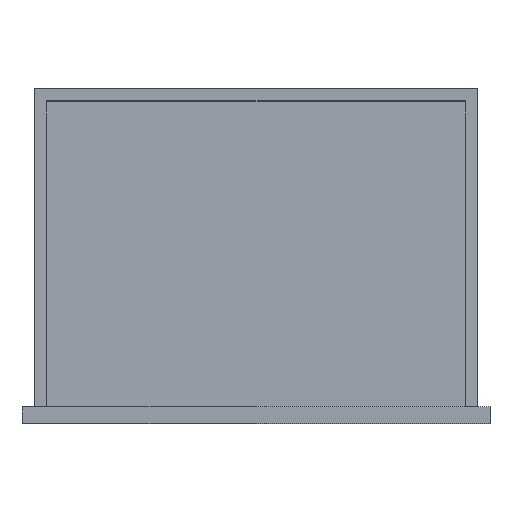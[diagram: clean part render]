
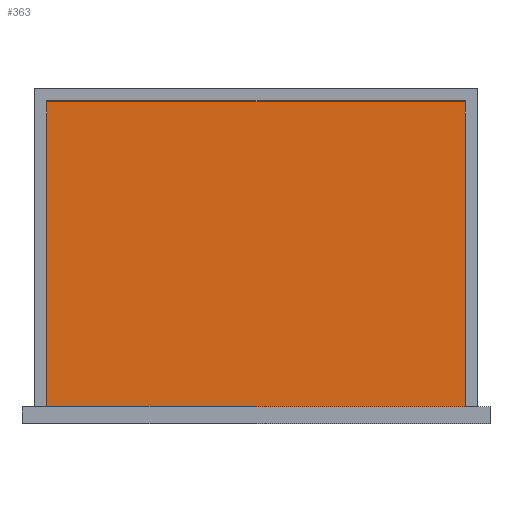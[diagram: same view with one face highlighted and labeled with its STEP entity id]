
A CAD part, top view. The second image highlights one B-rep face of the part: STEP entity #363.
In plain terms, the highlighted planar face has unit normal (0, 0, 1).
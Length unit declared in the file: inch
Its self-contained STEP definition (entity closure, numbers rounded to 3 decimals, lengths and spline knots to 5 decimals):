
#33=FACE_OUTER_BOUND('',#53,.T.);
#53=EDGE_LOOP('',(#319,#320,#321,#322));
#76=LINE('',#532,#124);
#79=LINE('',#539,#127);
#82=LINE('',#545,#130);
#85=LINE('',#550,#133);
#124=VECTOR('',#431,0.3937);
#127=VECTOR('',#438,0.3937);
#130=VECTOR('',#443,0.3937);
#133=VECTOR('',#448,0.3937);
#168=VERTEX_POINT('',#529);
#169=VERTEX_POINT('',#531);
#171=VERTEX_POINT('',#538);
#173=VERTEX_POINT('',#544);
#204=EDGE_CURVE('',#169,#168,#76,.T.);
#207=EDGE_CURVE('',#168,#171,#79,.T.);
#210=EDGE_CURVE('',#171,#173,#82,.T.);
#213=EDGE_CURVE('',#173,#169,#85,.T.);
#319=ORIENTED_EDGE('',*,*,#213,.T.);
#320=ORIENTED_EDGE('',*,*,#204,.T.);
#321=ORIENTED_EDGE('',*,*,#207,.T.);
#322=ORIENTED_EDGE('',*,*,#210,.T.);
#344=PLANE('',#396);
#363=ADVANCED_FACE('',(#33),#344,.T.);
#396=AXIS2_PLACEMENT_3D('',#584,#482,#483);
#431=DIRECTION('',(1.,0.,0.));
#438=DIRECTION('',(0.,1.,0.));
#443=DIRECTION('',(-1.,0.,0.));
#448=DIRECTION('',(0.,-1.,0.));
#482=DIRECTION('center_axis',(0.,0.,1.));
#483=DIRECTION('ref_axis',(1.,0.,0.));
#529=CARTESIAN_POINT('',(16.06,-11.73,0.125));
#531=CARTESIAN_POINT('',(0.,-11.73,0.125));
#532=CARTESIAN_POINT('',(-0.47835,-11.73,0.125));
#538=CARTESIAN_POINT('',(16.06,0.,0.125));
#539=CARTESIAN_POINT('',(16.06,-2.9325,0.125));
#544=CARTESIAN_POINT('',(0.,0.,0.125));
#545=CARTESIAN_POINT('',(4.015,0.,0.125));
#550=CARTESIAN_POINT('',(0.,-8.7975,0.125));
#584=CARTESIAN_POINT('Origin',(8.03,-5.865,0.125));
